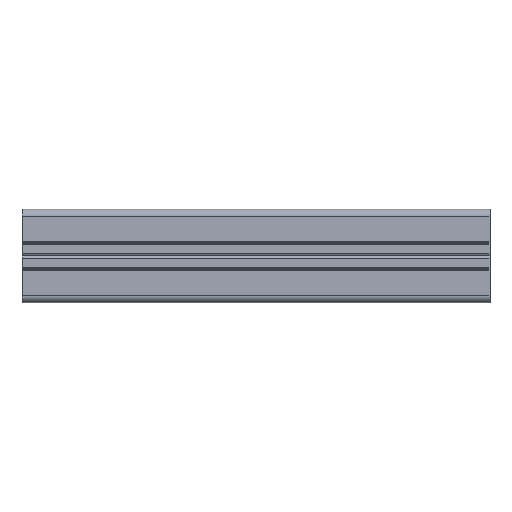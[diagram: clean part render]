
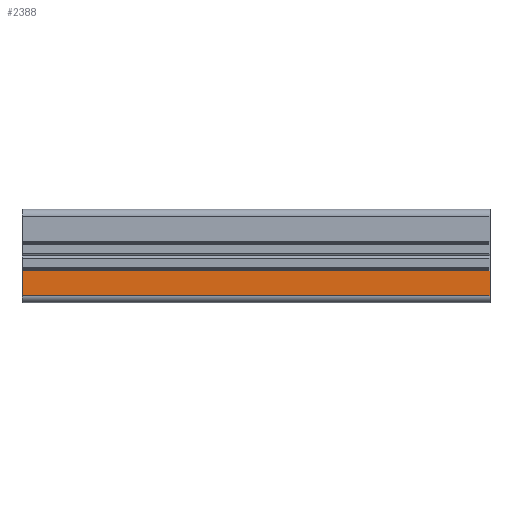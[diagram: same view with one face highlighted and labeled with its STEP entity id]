
A CAD part, left-side view. The second image highlights one B-rep face of the part: STEP entity #2388.
In plain terms, the highlighted planar face has unit normal (-1, 0, 0).
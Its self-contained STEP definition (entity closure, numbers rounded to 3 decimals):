
#168 = VECTOR ( 'NONE', #4001, 1000. ) ;
#294 = VECTOR ( 'NONE', #5364, 1000. ) ;
#461 = CARTESIAN_POINT ( 'NONE',  ( -20., 0., -6.3 ) ) ;
#663 = DIRECTION ( 'NONE',  ( 0., 0., 1. ) ) ;
#705 = EDGE_CURVE ( 'NONE', #2521, #5641, #5078, .T. ) ;
#764 = LINE ( 'NONE', #3533, #4139 ) ;
#1336 = DIRECTION ( 'NONE',  ( 0., 1., 0. ) ) ;
#1443 = VERTEX_POINT ( 'NONE', #1757 ) ;
#1757 = CARTESIAN_POINT ( 'NONE',  ( -20., 200., -17. ) ) ;
#1837 = EDGE_CURVE ( 'NONE', #1443, #3489, #4305, .T. ) ;
#2016 = DIRECTION ( 'NONE',  ( 0., 0., 1. ) ) ;
#2040 = FACE_OUTER_BOUND ( 'NONE', #5055, .T. ) ;
#2047 = DIRECTION ( 'NONE',  ( -1., 0., 0. ) ) ;
#2188 = CARTESIAN_POINT ( 'NONE',  ( -20., 0., -6.3 ) ) ;
#2198 = CARTESIAN_POINT ( 'NONE',  ( -20., 0., -17. ) ) ;
#2388 = ADVANCED_FACE ( 'NONE', ( #2040 ), #5547, .T. ) ;
#2521 = VERTEX_POINT ( 'NONE', #2555 ) ;
#2555 = CARTESIAN_POINT ( 'NONE',  ( -20., 0., -17. ) ) ;
#2749 = EDGE_CURVE ( 'NONE', #2521, #1443, #764, .T. ) ;
#2771 = ORIENTED_EDGE ( 'NONE', *, *, #2749, .F. ) ;
#2896 = VECTOR ( 'NONE', #2016, 1000. ) ;
#2920 = ORIENTED_EDGE ( 'NONE', *, *, #705, .T. ) ;
#3130 = ORIENTED_EDGE ( 'NONE', *, *, #4804, .T. ) ;
#3309 = CARTESIAN_POINT ( 'NONE',  ( -20., 200., -6.3 ) ) ;
#3319 = AXIS2_PLACEMENT_3D ( 'NONE', #3793, #2047, #663 ) ;
#3489 = VERTEX_POINT ( 'NONE', #3309 ) ;
#3533 = CARTESIAN_POINT ( 'NONE',  ( -20., 0., -17. ) ) ;
#3780 = CARTESIAN_POINT ( 'NONE',  ( -20., 200., 0. ) ) ;
#3793 = CARTESIAN_POINT ( 'NONE',  ( -20., 0., -17. ) ) ;
#3828 = LINE ( 'NONE', #461, #168 ) ;
#4001 = DIRECTION ( 'NONE',  ( 0., 1., 0. ) ) ;
#4139 = VECTOR ( 'NONE', #1336, 1000. ) ;
#4305 = LINE ( 'NONE', #3780, #2896 ) ;
#4804 = EDGE_CURVE ( 'NONE', #5641, #3489, #3828, .T. ) ;
#4878 = ORIENTED_EDGE ( 'NONE', *, *, #1837, .F. ) ;
#5055 = EDGE_LOOP ( 'NONE', ( #2920, #3130, #4878, #2771 ) ) ;
#5078 = LINE ( 'NONE', #2198, #294 ) ;
#5364 = DIRECTION ( 'NONE',  ( 0., 0., 1. ) ) ;
#5547 = PLANE ( 'NONE',  #3319 ) ;
#5641 = VERTEX_POINT ( 'NONE', #2188 ) ;
